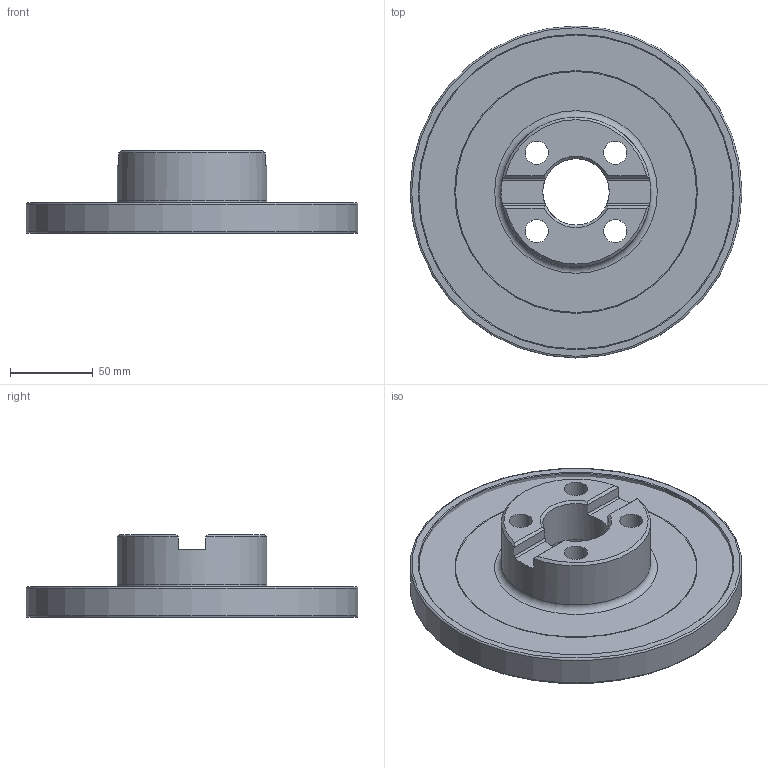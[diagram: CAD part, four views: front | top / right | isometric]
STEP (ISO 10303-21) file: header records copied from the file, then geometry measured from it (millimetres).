
FILE_DESCRIPTION(/* description */ (''),/* implementation_level */ '2;1');
FILE_NAME(/* name */ 'R335.18-200.1418.40-7N.stp',/* time_stamp */ '2017-09-14T10:14:13+06:00',/* author */ (''),/* organization */ (''),/* preprocessor_version */ 'ST-DEVELOPER v16',/* originating_system */ 'SIEMENS PLM Software NX 11.0',/* authorisation */ '');
FILE_SCHEMA (('AUTOMOTIVE_DESIGN { 1 0 10303 214 3 1 1 1 }'));
Length unit declared in the file: millimetre
Products named in the file (1): R335.18-200.1418.40-7N
Bounding box: 200 x 200 x 50 mm (x, y, z)
Volume: 559213.2 mm3; surface area: 116622.6 mm2
Topology: 2 solids, 2 shells, 58 faces, 134 edges, 87 vertices
Faces by surface type: plane 23, cylinder 18, cone 10, torus 7
Full cylindrical faces by diameter (mm): 14 x4, 20 x4, 39.999 x1, 42.999 x1, 90 x1, 189.2 x1, 196.299 x1, 200 x1
Entity records: 1669 total; most frequent: CARTESIAN_POINT 388, DIRECTION 270, ORIENTED_EDGE 202, AXIS2_PLACEMENT_3D 123, EDGE_LOOP 104, EDGE_CURVE 101, FACE_BOUND 86, VERTEX_POINT 81
